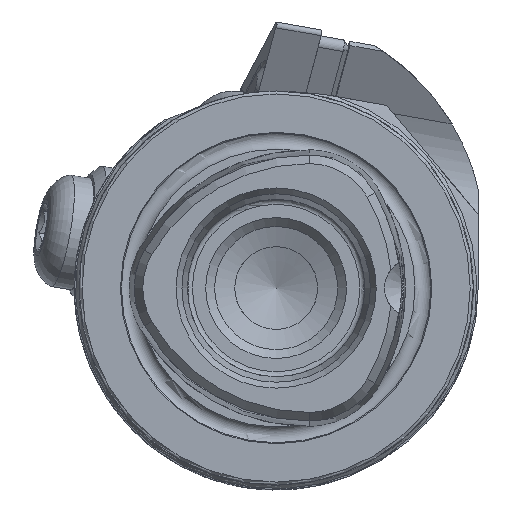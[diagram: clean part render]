
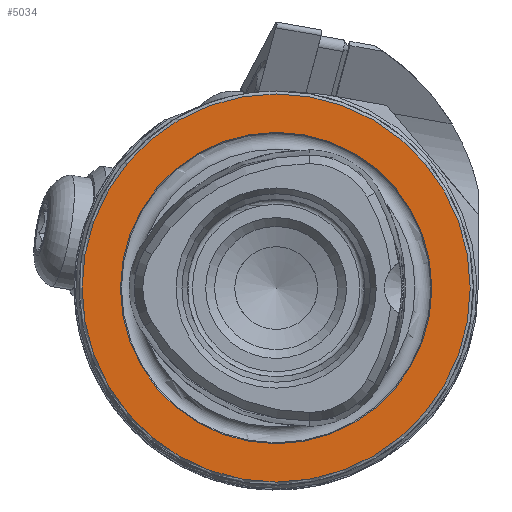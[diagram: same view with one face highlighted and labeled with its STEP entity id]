
A CAD part, left-side view. The second image highlights one B-rep face of the part: STEP entity #5034.
In plain terms, the highlighted planar face has unit normal (-1, 0, 0).
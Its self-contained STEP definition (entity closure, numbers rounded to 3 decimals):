
#450 = EDGE_CURVE ( 'NONE', #9026, #9026, #4077, .T. ) ;
#714 = CARTESIAN_POINT ( 'NONE',  ( 0., 0., 0. ) ) ;
#831 = DIRECTION ( 'NONE',  ( 0., 0., 1. ) ) ;
#1563 = CARTESIAN_POINT ( 'NONE',  ( 0., 15.8, 0. ) ) ;
#2745 = AXIS2_PLACEMENT_3D ( 'NONE', #1563, #9352, #4666 ) ;
#2973 = CIRCLE ( 'NONE', #9893, 19.7 ) ;
#3833 = DIRECTION ( 'NONE',  ( 0., 0., 1. ) ) ;
#3875 = EDGE_LOOP ( 'NONE', ( #4316 ) ) ;
#4077 = CIRCLE ( 'NONE', #10980, 15.8 ) ;
#4316 = ORIENTED_EDGE ( 'NONE', *, *, #450, .F. ) ;
#4666 = DIRECTION ( 'NONE',  ( 0., 0., -1. ) ) ;
#5034 = ADVANCED_FACE ( 'NONE', ( #10958, #5051 ), #6283, .F. ) ;
#5051 = FACE_OUTER_BOUND ( 'NONE', #5309, .T. ) ;
#5280 = CARTESIAN_POINT ( 'NONE',  ( 0., 0., 15.8 ) ) ;
#5309 = EDGE_LOOP ( 'NONE', ( #11868 ) ) ;
#5524 = CARTESIAN_POINT ( 'NONE',  ( 0., 0., 0. ) ) ;
#5698 = DIRECTION ( 'NONE',  ( -1., 0., 0. ) ) ;
#6283 = PLANE ( 'NONE',  #2745 ) ;
#7207 = DIRECTION ( 'NONE',  ( -1., 0., 0. ) ) ;
#7281 = VERTEX_POINT ( 'NONE', #8080 ) ;
#8080 = CARTESIAN_POINT ( 'NONE',  ( 0., 0., 19.7 ) ) ;
#9026 = VERTEX_POINT ( 'NONE', #5280 ) ;
#9352 = DIRECTION ( 'NONE',  ( 1., 0., 0. ) ) ;
#9893 = AXIS2_PLACEMENT_3D ( 'NONE', #714, #7207, #831 ) ;
#10958 = FACE_BOUND ( 'NONE', #3875, .T. ) ;
#10980 = AXIS2_PLACEMENT_3D ( 'NONE', #5524, #5698, #3833 ) ;
#11058 = EDGE_CURVE ( 'NONE', #7281, #7281, #2973, .T. ) ;
#11868 = ORIENTED_EDGE ( 'NONE', *, *, #11058, .T. ) ;
